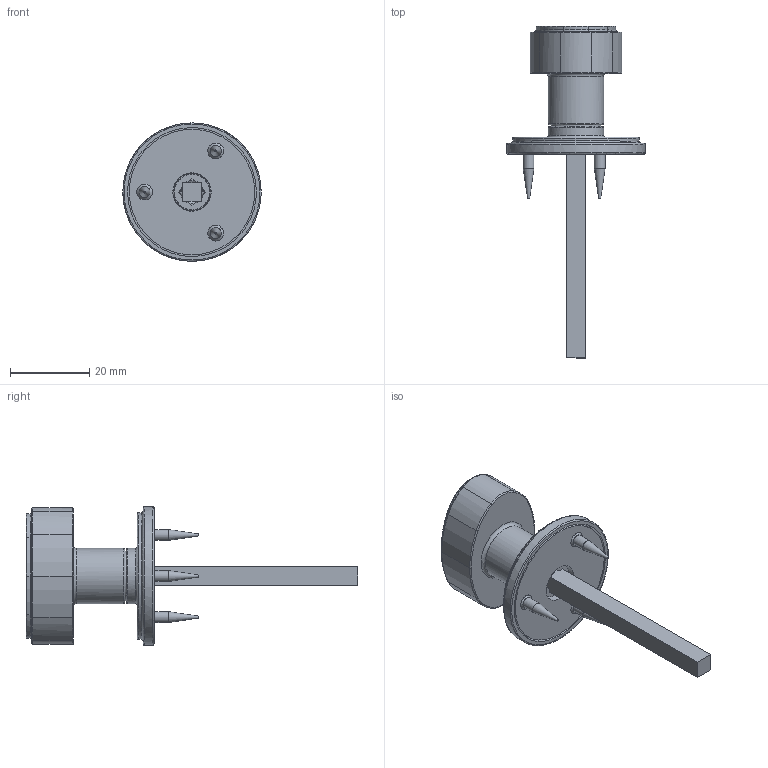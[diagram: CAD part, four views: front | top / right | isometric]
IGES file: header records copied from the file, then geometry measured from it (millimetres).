
Global section: file name: P8165-T; native system: Autodesk Inventor 2018; preprocessor: unknown; author: aprice; date: 20180912.114510; units: millimetre
Bounding box: 35 x 84 x 34.98 mm (x, y, z)
Volume: 13973.7 mm3; surface area: 9618.9 mm2
Topology: 9 solids, 9 shells, 209 faces, 543 edges, 362 vertices
Faces by surface type: bspline 209
